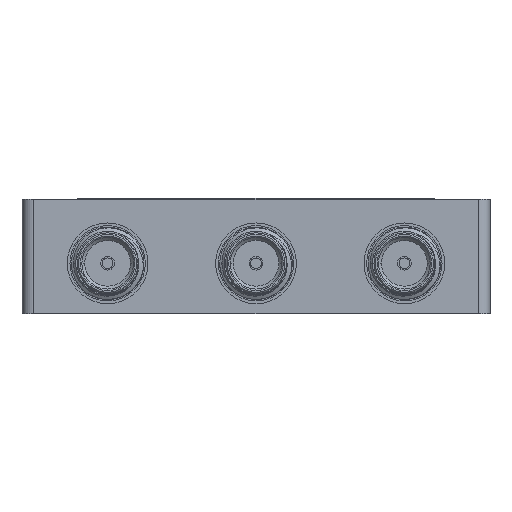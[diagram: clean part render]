
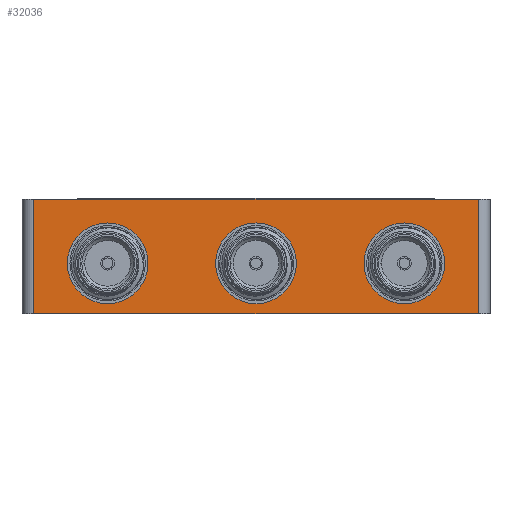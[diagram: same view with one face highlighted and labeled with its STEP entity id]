
A CAD part, front view. The second image highlights one B-rep face of the part: STEP entity #32036.
In plain terms, the highlighted planar face has unit normal (0, -1, 0).
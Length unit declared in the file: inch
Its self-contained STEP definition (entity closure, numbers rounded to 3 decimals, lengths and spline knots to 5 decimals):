
#885 = VERTEX_POINT ( 'NONE', #15606 ) ;
#1289 = CIRCLE ( 'NONE', #26390, 0.13924 ) ;
#1399 = VECTOR ( 'NONE', #36386, 39.37008 ) ;
#2046 = VERTEX_POINT ( 'NONE', #23688 ) ;
#2484 = EDGE_CURVE ( 'NONE', #36305, #18699, #28284, .T. ) ;
#2701 = VERTEX_POINT ( 'NONE', #26905 ) ;
#2907 = EDGE_CURVE ( 'NONE', #14527, #885, #34163, .T. ) ;
#3459 = AXIS2_PLACEMENT_3D ( 'NONE', #35265, #32265, #20882 ) ;
#4293 = CARTESIAN_POINT ( 'NONE',  ( 0.13924, -1.02362, -0.02362 ) ) ;
#5300 = FACE_BOUND ( 'NONE', #10814, .T. ) ;
#5568 = DIRECTION ( 'NONE',  ( 0., 0., -1. ) ) ;
#5708 = CARTESIAN_POINT ( 'NONE',  ( -0.80709, -1.02362, 0.19685 ) ) ;
#5746 = CARTESIAN_POINT ( 'NONE',  ( -0.76709, -1.02362, 0.19685 ) ) ;
#6736 = EDGE_CURVE ( 'NONE', #2046, #17981, #1289, .T. ) ;
#7067 = AXIS2_PLACEMENT_3D ( 'NONE', #8790, #11595, #26154 ) ;
#7211 = EDGE_CURVE ( 'NONE', #33508, #36305, #26286, .T. ) ;
#7260 = CARTESIAN_POINT ( 'NONE',  ( -0.37257, -1.02362, -0.02362 ) ) ;
#8790 = CARTESIAN_POINT ( 'NONE',  ( 0., -1.02362, -0.02362 ) ) ;
#9951 = CARTESIAN_POINT ( 'NONE',  ( -0.51181, -1.02362, -0.02362 ) ) ;
#10040 = ORIENTED_EDGE ( 'NONE', *, *, #2484, .T. ) ;
#10631 = ORIENTED_EDGE ( 'NONE', *, *, #36518, .F. ) ;
#10722 = AXIS2_PLACEMENT_3D ( 'NONE', #17077, #16715, #10925 ) ;
#10742 = FACE_BOUND ( 'NONE', #33932, .T. ) ;
#10814 = EDGE_LOOP ( 'NONE', ( #29702, #26119 ) ) ;
#10925 = DIRECTION ( 'NONE',  ( 1., 0., 0. ) ) ;
#10995 = ORIENTED_EDGE ( 'NONE', *, *, #6736, .F. ) ;
#10999 = EDGE_CURVE ( 'NONE', #25097, #18699, #28324, .T. ) ;
#11084 = ORIENTED_EDGE ( 'NONE', *, *, #10999, .F. ) ;
#11201 = DIRECTION ( 'NONE',  ( 1., 0., 0. ) ) ;
#11325 = AXIS2_PLACEMENT_3D ( 'NONE', #11885, #28885, #34688 ) ;
#11595 = DIRECTION ( 'NONE',  ( 0., -1., 0. ) ) ;
#11885 = CARTESIAN_POINT ( 'NONE',  ( 0.51181, -1.02362, -0.02362 ) ) ;
#12526 = CIRCLE ( 'NONE', #11325, 0.13924 ) ;
#12790 = EDGE_CURVE ( 'NONE', #885, #14527, #27805, .T. ) ;
#13018 = CARTESIAN_POINT ( 'NONE',  ( 0.37257, -1.02362, -0.02362 ) ) ;
#14100 = FACE_OUTER_BOUND ( 'NONE', #22079, .T. ) ;
#14462 = DIRECTION ( 'NONE',  ( 0., 0., 1. ) ) ;
#14527 = VERTEX_POINT ( 'NONE', #7260 ) ;
#14894 = DIRECTION ( 'NONE',  ( 1., 0., 0. ) ) ;
#15606 = CARTESIAN_POINT ( 'NONE',  ( -0.65105, -1.02362, -0.02362 ) ) ;
#16655 = VECTOR ( 'NONE', #5568, 39.37008 ) ;
#16715 = DIRECTION ( 'NONE',  ( 0., 1., 0. ) ) ;
#17077 = CARTESIAN_POINT ( 'NONE',  ( -0.80709, -1.02362, 0.19685 ) ) ;
#17221 = CARTESIAN_POINT ( 'NONE',  ( -0.76709, -1.02362, 0.19685 ) ) ;
#17710 = ORIENTED_EDGE ( 'NONE', *, *, #12790, .F. ) ;
#17981 = VERTEX_POINT ( 'NONE', #13018 ) ;
#18005 = EDGE_CURVE ( 'NONE', #34477, #2701, #35134, .T. ) ;
#18261 = AXIS2_PLACEMENT_3D ( 'NONE', #9951, #23781, #18358 ) ;
#18358 = DIRECTION ( 'NONE',  ( 1., 0., 0. ) ) ;
#18389 = EDGE_CURVE ( 'NONE', #2701, #34477, #23181, .T. ) ;
#18666 = VECTOR ( 'NONE', #14894, 39.37008 ) ;
#18699 = VERTEX_POINT ( 'NONE', #22500 ) ;
#20148 = ORIENTED_EDGE ( 'NONE', *, *, #2907, .F. ) ;
#20882 = DIRECTION ( 'NONE',  ( 1., 0., 0. ) ) ;
#21184 = CARTESIAN_POINT ( 'NONE',  ( -0.76709, -1.02362, -0.19685 ) ) ;
#22079 = EDGE_LOOP ( 'NONE', ( #32360, #10040, #11084, #23675 ) ) ;
#22500 = CARTESIAN_POINT ( 'NONE',  ( 0.76709, -1.02362, 0.19685 ) ) ;
#23181 = CIRCLE ( 'NONE', #7067, 0.13924 ) ;
#23389 = VECTOR ( 'NONE', #14462, 39.37008 ) ;
#23675 = ORIENTED_EDGE ( 'NONE', *, *, #35553, .T. ) ;
#23688 = CARTESIAN_POINT ( 'NONE',  ( 0.65105, -1.02362, -0.02362 ) ) ;
#23781 = DIRECTION ( 'NONE',  ( 0., -1., 0. ) ) ;
#25097 = VERTEX_POINT ( 'NONE', #17221 ) ;
#25303 = CARTESIAN_POINT ( 'NONE',  ( 0.76709, -1.02362, 0.19685 ) ) ;
#25858 = FACE_BOUND ( 'NONE', #35037, .T. ) ;
#26119 = ORIENTED_EDGE ( 'NONE', *, *, #18389, .F. ) ;
#26154 = DIRECTION ( 'NONE',  ( 1., 0., 0. ) ) ;
#26286 = LINE ( 'NONE', #28907, #18666 ) ;
#26390 = AXIS2_PLACEMENT_3D ( 'NONE', #33319, #36694, #28074 ) ;
#26905 = CARTESIAN_POINT ( 'NONE',  ( -0.13924, -1.02362, -0.02362 ) ) ;
#27805 = CIRCLE ( 'NONE', #18261, 0.13924 ) ;
#27823 = CARTESIAN_POINT ( 'NONE',  ( -0.51181, -1.02362, -0.02362 ) ) ;
#28074 = DIRECTION ( 'NONE',  ( 1., 0., 0. ) ) ;
#28284 = LINE ( 'NONE', #25303, #23389 ) ;
#28324 = LINE ( 'NONE', #5708, #1399 ) ;
#28885 = DIRECTION ( 'NONE',  ( 0., -1., 0. ) ) ;
#28907 = CARTESIAN_POINT ( 'NONE',  ( -0.80709, -1.02362, -0.19685 ) ) ;
#29702 = ORIENTED_EDGE ( 'NONE', *, *, #18005, .F. ) ;
#30576 = AXIS2_PLACEMENT_3D ( 'NONE', #27823, #33627, #11201 ) ;
#31172 = LINE ( 'NONE', #5746, #16655 ) ;
#31634 = CARTESIAN_POINT ( 'NONE',  ( 0.76709, -1.02362, -0.19685 ) ) ;
#32036 = ADVANCED_FACE ( 'NONE', ( #25858, #5300, #10742, #14100 ), #36534, .F. ) ;
#32265 = DIRECTION ( 'NONE',  ( 0., -1., 0. ) ) ;
#32360 = ORIENTED_EDGE ( 'NONE', *, *, #7211, .T. ) ;
#33319 = CARTESIAN_POINT ( 'NONE',  ( 0.51181, -1.02362, -0.02362 ) ) ;
#33508 = VERTEX_POINT ( 'NONE', #21184 ) ;
#33627 = DIRECTION ( 'NONE',  ( 0., -1., 0. ) ) ;
#33932 = EDGE_LOOP ( 'NONE', ( #20148, #17710 ) ) ;
#34163 = CIRCLE ( 'NONE', #30576, 0.13924 ) ;
#34477 = VERTEX_POINT ( 'NONE', #4293 ) ;
#34688 = DIRECTION ( 'NONE',  ( 1., 0., 0. ) ) ;
#35037 = EDGE_LOOP ( 'NONE', ( #10995, #10631 ) ) ;
#35134 = CIRCLE ( 'NONE', #3459, 0.13924 ) ;
#35265 = CARTESIAN_POINT ( 'NONE',  ( 0., -1.02362, -0.02362 ) ) ;
#35553 = EDGE_CURVE ( 'NONE', #25097, #33508, #31172, .T. ) ;
#36305 = VERTEX_POINT ( 'NONE', #31634 ) ;
#36386 = DIRECTION ( 'NONE',  ( 1., 0., 0. ) ) ;
#36518 = EDGE_CURVE ( 'NONE', #17981, #2046, #12526, .T. ) ;
#36534 = PLANE ( 'NONE',  #10722 ) ;
#36694 = DIRECTION ( 'NONE',  ( 0., -1., 0. ) ) ;
